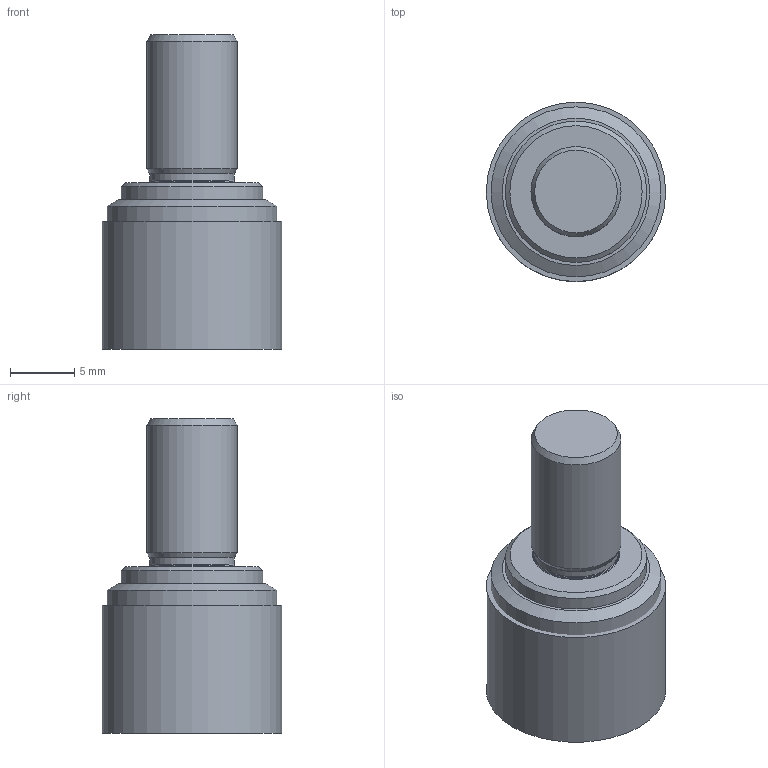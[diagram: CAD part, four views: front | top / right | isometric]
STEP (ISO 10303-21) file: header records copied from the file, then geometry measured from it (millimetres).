
FILE_DESCRIPTION(/* description */ (''),/* implementation_level */ '2;1');
FILE_NAME(/* name */ '02602327.stp',/* time_stamp */ '2012-03-29T16:30:49+05:00',/* author */ (''),/* organization */ (''),/* preprocessor_version */ 'ST-DEVELOPER v11',/* originating_system */ 'SIEMENS PLM Software NX 7.5',/* authorisation */ '');
FILE_SCHEMA (('AUTOMOTIVE_DESIGN { 1 0 10303 214 1 1 1 1 }'));
Length unit declared in the file: millimetre
Products named in the file (1): inpuC3D1mmwb
Bounding box: 14 x 14 x 24.53 mm (x, y, z)
Volume: 2969.1 mm3; surface area: 1989.7 mm2
Topology: 3 solids, 3 shells, 23 faces, 37 edges, 21 vertices
Faces by surface type: cone 9, cylinder 7, plane 7
Full cylindrical faces by diameter (mm): 6.617 x1, 6.676 x1, 7.029 x1, 9.5 x1, 11.028 x1, 13.263 x1, 14 x1
Entity records: 485 total; most frequent: DIRECTION 90, CARTESIAN_POINT 66, AXIS2_PLACEMENT_3D 45, EDGE_LOOP 42, ORIENTED_EDGE 42, FACE_BOUND 38, ADVANCED_FACE 23, VERTEX_POINT 21
